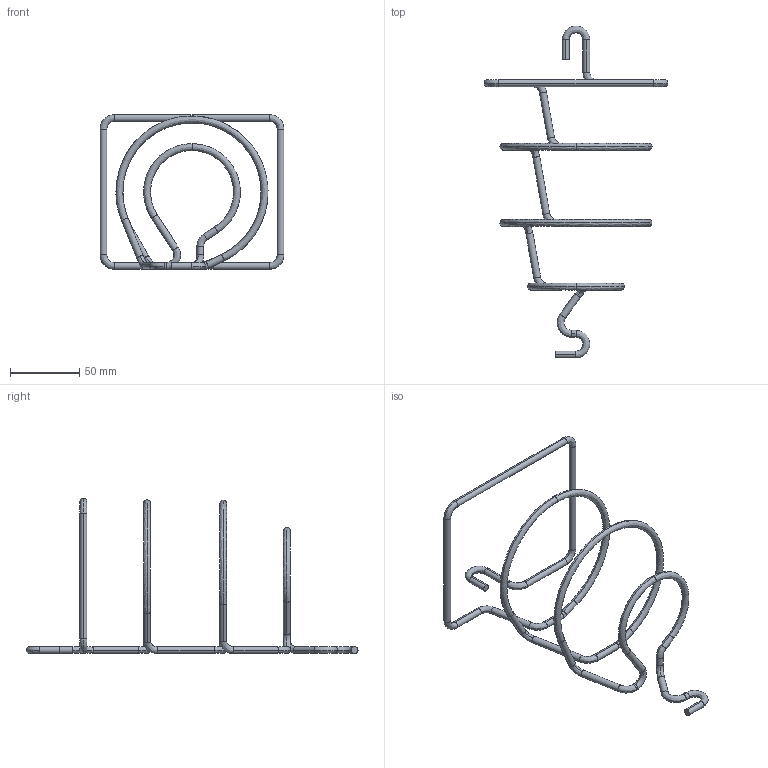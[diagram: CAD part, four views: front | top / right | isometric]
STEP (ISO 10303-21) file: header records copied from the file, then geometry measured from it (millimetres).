
FILE_DESCRIPTION (( 'STEP AP214' ), '1' );
FILE_NAME ('6530232', '2019-01-31T12:06:11', ( '' ), ('JUGARD+KÜNSTNER GmbH'), 'SwSTEP 2.0', 'SolidWorks 2017', '' );
FILE_SCHEMA (( 'AUTOMOTIVE_DESIGN' ));
Length unit declared in the file: millimetre
Products named in the file (1): 6530232_CNAJF00
Bounding box: 133 x 240 x 112 mm (x, y, z)
Volume: 31285.8 mm3; surface area: 25068.2 mm2
Topology: 1 solids, 1 shells, 96 faces, 224 edges, 130 vertices
Faces by surface type: bspline 48, cylinder 46, plane 2
Entity records: 3368 total; most frequent: CARTESIAN_POINT 1195, DIRECTION 500, ORIENTED_EDGE 448, AXIS2_PLACEMENT_3D 227, EDGE_CURVE 224, CIRCLE 178, VERTEX_POINT 130, ADVANCED_FACE 96
